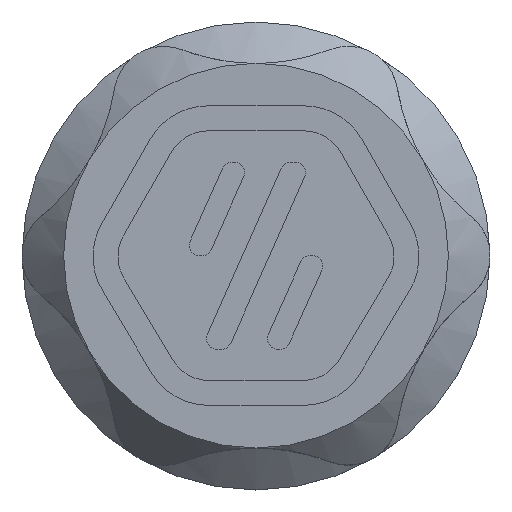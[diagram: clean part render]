
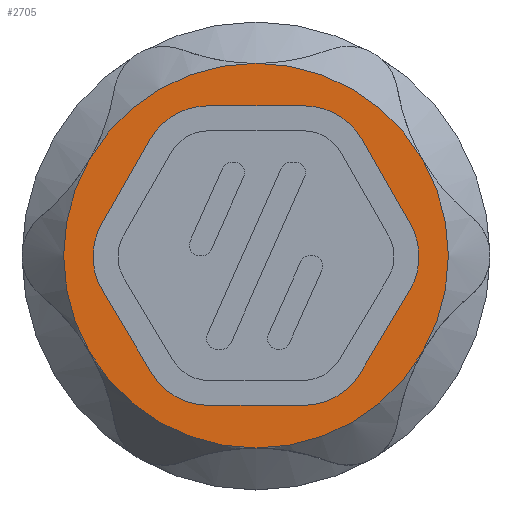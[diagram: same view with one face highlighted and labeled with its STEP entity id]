
A CAD part, top view. The second image highlights one B-rep face of the part: STEP entity #2705.
In plain terms, the highlighted planar face has unit normal (0, 0, 1).
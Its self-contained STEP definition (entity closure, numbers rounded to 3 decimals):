
#32=FACE_BOUND('',#860,.T.);
#67=PLANE('',#2938);
#192=LINE('',#4568,#419);
#197=LINE('',#4582,#424);
#201=LINE('',#4594,#428);
#205=LINE('',#4606,#432);
#209=LINE('',#4618,#436);
#213=LINE('',#4630,#440);
#419=VECTOR('',#3393,10.);
#424=VECTOR('',#3406,10.);
#428=VECTOR('',#3418,10.);
#432=VECTOR('',#3430,10.);
#436=VECTOR('',#3442,10.);
#440=VECTOR('',#3454,10.);
#703=FACE_OUTER_BOUND('',#859,.T.);
#859=EDGE_LOOP('',(#2141,#2142,#2143,#2144,#2145,#2146));
#860=EDGE_LOOP('',(#2147,#2148,#2149,#2150,#2151,#2152,#2153,#2154,#2155,
#2156,#2157,#2158));
#954=CIRCLE('',#2825,9.25);
#955=CIRCLE('',#2827,9.25);
#956=CIRCLE('',#2829,9.25);
#957=CIRCLE('',#2831,9.25);
#958=CIRCLE('',#2833,9.25);
#959=CIRCLE('',#2835,9.25);
#996=CIRCLE('',#2915,3.2);
#998=CIRCLE('',#2919,3.2);
#1000=CIRCLE('',#2923,3.2);
#1002=CIRCLE('',#2927,3.2);
#1004=CIRCLE('',#2931,3.2);
#1006=CIRCLE('',#2935,3.2);
#1152=VERTEX_POINT('',#4163);
#1157=VERTEX_POINT('',#4227);
#1158=VERTEX_POINT('',#4245);
#1159=VERTEX_POINT('',#4254);
#1160=VERTEX_POINT('',#4265);
#1161=VERTEX_POINT('',#4284);
#1235=VERTEX_POINT('',#4566);
#1236=VERTEX_POINT('',#4567);
#1239=VERTEX_POINT('',#4575);
#1241=VERTEX_POINT('',#4581);
#1243=VERTEX_POINT('',#4587);
#1245=VERTEX_POINT('',#4593);
#1247=VERTEX_POINT('',#4599);
#1249=VERTEX_POINT('',#4605);
#1251=VERTEX_POINT('',#4611);
#1253=VERTEX_POINT('',#4617);
#1255=VERTEX_POINT('',#4623);
#1257=VERTEX_POINT('',#4629);
#1442=EDGE_CURVE('',#1158,#1159,#954,.T.);
#1445=EDGE_CURVE('',#1160,#1158,#955,.T.);
#1448=EDGE_CURVE('',#1161,#1160,#956,.T.);
#1451=EDGE_CURVE('',#1157,#1161,#957,.T.);
#1452=EDGE_CURVE('',#1152,#1157,#958,.T.);
#1453=EDGE_CURVE('',#1159,#1152,#959,.T.);
#1564=EDGE_CURVE('',#1235,#1236,#192,.T.);
#1568=EDGE_CURVE('',#1239,#1235,#996,.T.);
#1571=EDGE_CURVE('',#1241,#1239,#197,.T.);
#1574=EDGE_CURVE('',#1243,#1241,#998,.T.);
#1577=EDGE_CURVE('',#1245,#1243,#201,.T.);
#1580=EDGE_CURVE('',#1247,#1245,#1000,.T.);
#1583=EDGE_CURVE('',#1249,#1247,#205,.T.);
#1586=EDGE_CURVE('',#1251,#1249,#1002,.T.);
#1589=EDGE_CURVE('',#1253,#1251,#209,.T.);
#1592=EDGE_CURVE('',#1255,#1253,#1004,.T.);
#1595=EDGE_CURVE('',#1257,#1255,#213,.T.);
#1598=EDGE_CURVE('',#1236,#1257,#1006,.T.);
#2141=ORIENTED_EDGE('',*,*,#1453,.T.);
#2142=ORIENTED_EDGE('',*,*,#1452,.T.);
#2143=ORIENTED_EDGE('',*,*,#1451,.T.);
#2144=ORIENTED_EDGE('',*,*,#1448,.T.);
#2145=ORIENTED_EDGE('',*,*,#1445,.T.);
#2146=ORIENTED_EDGE('',*,*,#1442,.T.);
#2147=ORIENTED_EDGE('',*,*,#1564,.T.);
#2148=ORIENTED_EDGE('',*,*,#1598,.T.);
#2149=ORIENTED_EDGE('',*,*,#1595,.T.);
#2150=ORIENTED_EDGE('',*,*,#1592,.T.);
#2151=ORIENTED_EDGE('',*,*,#1589,.T.);
#2152=ORIENTED_EDGE('',*,*,#1586,.T.);
#2153=ORIENTED_EDGE('',*,*,#1583,.T.);
#2154=ORIENTED_EDGE('',*,*,#1580,.T.);
#2155=ORIENTED_EDGE('',*,*,#1577,.T.);
#2156=ORIENTED_EDGE('',*,*,#1574,.T.);
#2157=ORIENTED_EDGE('',*,*,#1571,.T.);
#2158=ORIENTED_EDGE('',*,*,#1568,.T.);
#2705=ADVANCED_FACE('',(#703,#32),#67,.T.);
#2825=AXIS2_PLACEMENT_3D('',#4263,#3142,#3143);
#2827=AXIS2_PLACEMENT_3D('',#4282,#3146,#3147);
#2829=AXIS2_PLACEMENT_3D('',#4301,#3150,#3151);
#2831=AXIS2_PLACEMENT_3D('',#4330,#3154,#3155);
#2833=AXIS2_PLACEMENT_3D('',#4332,#3158,#3159);
#2835=AXIS2_PLACEMENT_3D('',#4334,#3162,#3163);
#2915=AXIS2_PLACEMENT_3D('',#4576,#3399,#3400);
#2919=AXIS2_PLACEMENT_3D('',#4588,#3411,#3412);
#2923=AXIS2_PLACEMENT_3D('',#4600,#3423,#3424);
#2927=AXIS2_PLACEMENT_3D('',#4612,#3435,#3436);
#2931=AXIS2_PLACEMENT_3D('',#4624,#3447,#3448);
#2935=AXIS2_PLACEMENT_3D('',#4635,#3459,#3460);
#2938=AXIS2_PLACEMENT_3D('',#4638,#3465,#3466);
#3142=DIRECTION('center_axis',(0.,0.,1.));
#3143=DIRECTION('ref_axis',(0.,1.,0.));
#3146=DIRECTION('center_axis',(0.,0.,1.));
#3147=DIRECTION('ref_axis',(0.,1.,0.));
#3150=DIRECTION('center_axis',(0.,0.,1.));
#3151=DIRECTION('ref_axis',(0.,1.,0.));
#3154=DIRECTION('center_axis',(0.,0.,1.));
#3155=DIRECTION('ref_axis',(0.,1.,0.));
#3158=DIRECTION('center_axis',(0.,0.,1.));
#3159=DIRECTION('ref_axis',(0.,1.,0.));
#3162=DIRECTION('center_axis',(0.,0.,1.));
#3163=DIRECTION('ref_axis',(0.,1.,0.));
#3393=DIRECTION('',(-0.514,-0.858,0.));
#3399=DIRECTION('center_axis',(0.,0.,-1.));
#3400=DIRECTION('ref_axis',(0.858,-0.514,0.));
#3406=DIRECTION('',(0.497,-0.868,0.));
#3411=DIRECTION('center_axis',(0.,0.,-1.));
#3412=DIRECTION('ref_axis',(0.868,0.497,0.));
#3418=DIRECTION('',(1.,0.,0.));
#3423=DIRECTION('center_axis',(0.,0.,-1.));
#3424=DIRECTION('ref_axis',(0.,1.,0.));
#3430=DIRECTION('',(0.497,0.868,0.));
#3435=DIRECTION('center_axis',(0.,0.,-1.));
#3436=DIRECTION('ref_axis',(-0.868,0.497,0.));
#3442=DIRECTION('',(-0.514,0.858,0.));
#3447=DIRECTION('center_axis',(0.,0.,-1.));
#3448=DIRECTION('ref_axis',(-0.858,-0.514,0.));
#3454=DIRECTION('',(-1.,0.,0.));
#3459=DIRECTION('center_axis',(0.,0.,-1.));
#3460=DIRECTION('ref_axis',(0.,-1.,0.));
#3465=DIRECTION('center_axis',(0.,0.,1.));
#3466=DIRECTION('ref_axis',(1.,0.,0.));
#4163=CARTESIAN_POINT('',(0.,9.25,10.));
#4227=CARTESIAN_POINT('',(-8.011,4.625,10.));
#4245=CARTESIAN_POINT('',(8.011,-4.625,10.));
#4254=CARTESIAN_POINT('',(8.011,4.625,10.));
#4263=CARTESIAN_POINT('Origin',(0.,0.,10.));
#4265=CARTESIAN_POINT('',(0.,-9.25,10.));
#4282=CARTESIAN_POINT('Origin',(0.,0.,10.));
#4284=CARTESIAN_POINT('',(-8.011,-4.625,10.));
#4301=CARTESIAN_POINT('Origin',(0.,0.,10.));
#4330=CARTESIAN_POINT('Origin',(0.,0.,10.));
#4332=CARTESIAN_POINT('Origin',(0.,0.,10.));
#4334=CARTESIAN_POINT('Origin',(0.,0.,10.));
#4566=CARTESIAN_POINT('',(7.38,-1.69,10.));
#4567=CARTESIAN_POINT('',(5.013,-5.643,10.));
#4568=CARTESIAN_POINT('',(6.779,-2.694,10.));
#4575=CARTESIAN_POINT('',(7.412,1.544,10.));
#4576=CARTESIAN_POINT('Origin',(4.635,-0.046,10.));
#4581=CARTESIAN_POINT('',(5.097,5.59,10.));
#4582=CARTESIAN_POINT('',(5.673,4.583,10.));
#4587=CARTESIAN_POINT('',(2.319,7.2,10.));
#4588=CARTESIAN_POINT('Origin',(2.319,4.,10.));
#4593=CARTESIAN_POINT('',(-2.32,7.2,10.));
#4594=CARTESIAN_POINT('',(-1.16,7.2,10.));
#4599=CARTESIAN_POINT('',(-5.097,5.589,10.));
#4600=CARTESIAN_POINT('Origin',(-2.32,4.,10.));
#4605=CARTESIAN_POINT('',(-7.413,1.543,10.));
#4606=CARTESIAN_POINT('',(-6.831,2.56,10.));
#4611=CARTESIAN_POINT('',(-7.38,-1.691,10.));
#4612=CARTESIAN_POINT('Origin',(-4.635,-0.046,10.));
#4617=CARTESIAN_POINT('',(-5.011,-5.646,10.));
#4618=CARTESIAN_POINT('',(-5.594,-4.673,10.));
#4623=CARTESIAN_POINT('',(-2.264,-7.201,10.));
#4624=CARTESIAN_POINT('Origin',(-2.266,-4.001,10.));
#4629=CARTESIAN_POINT('',(2.269,-7.199,10.));
#4630=CARTESIAN_POINT('',(1.136,-7.2,10.));
#4635=CARTESIAN_POINT('Origin',(2.268,-3.999,10.));
#4638=CARTESIAN_POINT('Origin',(0.,0.,10.));
